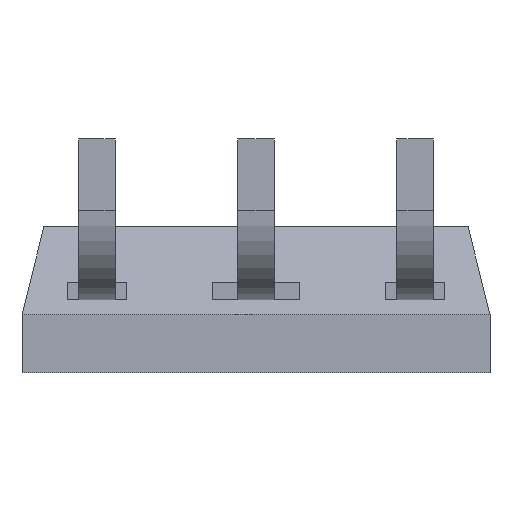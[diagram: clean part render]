
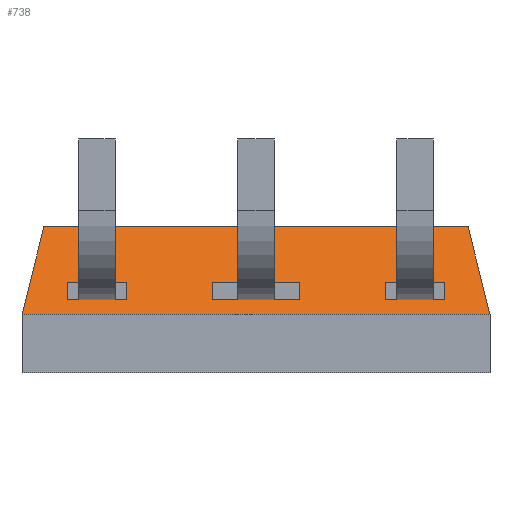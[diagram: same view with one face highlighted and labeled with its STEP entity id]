
A CAD part, front view. The second image highlights one B-rep face of the part: STEP entity #738.
In plain terms, the highlighted free-form (B-spline) face has degree [1, 1] with [2, 2] control points.
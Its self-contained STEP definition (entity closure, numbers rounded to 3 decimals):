
#100 = PLANE('',#101);
#101 = AXIS2_PLACEMENT_3D('',#102,#103,#104);
#102 = CARTESIAN_POINT('',(8.,7.,0.));
#103 = DIRECTION('',(0.,-1.,0.));
#104 = DIRECTION('',(-1.,0.,0.));
#275 = VERTEX_POINT('',#276);
#276 = CARTESIAN_POINT('',(8.,7.,2.));
#290 = B_SPLINE_SURFACE_WITH_KNOTS('',1,1,(
    (#291,#292)
    ,(#293,#294
    )),.UNSPECIFIED.,.F.,.F.,.F.,(2,2),(2,2),(0.,13.25),(0.,1.),
  .PIECEWISE_BEZIER_KNOTS.);
#291 = CARTESIAN_POINT('',(8.,20.25,2.));
#292 = CARTESIAN_POINT('',(7.25,19.75,5.));
#293 = CARTESIAN_POINT('',(8.,7.,2.));
#294 = CARTESIAN_POINT('',(7.25,8.427,5.));
#328 = EDGE_CURVE('',#329,#275,#331,.T.);
#329 = VERTEX_POINT('',#330);
#330 = CARTESIAN_POINT('',(-8.,7.,2.));
#331 = SURFACE_CURVE('',#332,(#336,#343),.PCURVE_S1.);
#332 = LINE('',#333,#334);
#333 = CARTESIAN_POINT('',(-8.,7.,2.));
#334 = VECTOR('',#335,1.);
#335 = DIRECTION('',(1.,0.,0.));
#336 = PCURVE('',#100,#337);
#337 = DEFINITIONAL_REPRESENTATION('',(#338),#342);
#338 = LINE('',#339,#340);
#339 = CARTESIAN_POINT('',(16.,-2.));
#340 = VECTOR('',#341,1.);
#341 = DIRECTION('',(-1.,-0.));
#342 = ( GEOMETRIC_REPRESENTATION_CONTEXT(2) 
PARAMETRIC_REPRESENTATION_CONTEXT() REPRESENTATION_CONTEXT('2D SPACE',''
  ) );
#343 = PCURVE('',#344,#349);
#344 = B_SPLINE_SURFACE_WITH_KNOTS('',1,1,(
    (#345,#346)
    ,(#347,#348
    )),.UNSPECIFIED.,.F.,.F.,.F.,(2,2),(2,2),(-16.,0.),(0.,1.),
  .PIECEWISE_BEZIER_KNOTS.);
#345 = CARTESIAN_POINT('',(8.,7.,2.));
#346 = CARTESIAN_POINT('',(7.25,8.427,5.));
#347 = CARTESIAN_POINT('',(-8.,7.,2.));
#348 = CARTESIAN_POINT('',(-7.25,8.427,5.));
#349 = DEFINITIONAL_REPRESENTATION('',(#350),#354);
#350 = LINE('',#351,#352);
#351 = CARTESIAN_POINT('',(0.,0.));
#352 = VECTOR('',#353,1.);
#353 = DIRECTION('',(-1.,0.));
#354 = ( GEOMETRIC_REPRESENTATION_CONTEXT(2) 
PARAMETRIC_REPRESENTATION_CONTEXT() REPRESENTATION_CONTEXT('2D SPACE',''
  ) );
#398 = B_SPLINE_SURFACE_WITH_KNOTS('',1,1,(
    (#399,#400)
    ,(#401,#402
    )),.UNSPECIFIED.,.F.,.F.,.F.,(2,2),(2,2),(0.,13.25),(0.,1.),
  .PIECEWISE_BEZIER_KNOTS.);
#399 = CARTESIAN_POINT('',(-8.,7.,2.));
#400 = CARTESIAN_POINT('',(-7.25,8.427,5.));
#401 = CARTESIAN_POINT('',(-8.,20.25,2.));
#402 = CARTESIAN_POINT('',(-7.25,19.75,5.));
#507 = PLANE('',#508);
#508 = AXIS2_PLACEMENT_3D('',#509,#510,#511);
#509 = CARTESIAN_POINT('',(-7.25,8.427,5.));
#510 = DIRECTION('',(0.,0.,1.));
#511 = DIRECTION('',(0.615,0.788,0.));
#675 = EDGE_CURVE('',#275,#676,#678,.T.);
#676 = VERTEX_POINT('',#677);
#677 = CARTESIAN_POINT('',(7.25,8.427,5.));
#678 = SURFACE_CURVE('',#679,(#682,#689),.PCURVE_S1.);
#679 = B_SPLINE_CURVE_WITH_KNOTS('',1,(#680,#681),.UNSPECIFIED.,.F.,.F.,
  (2,2),(0.,1.),.PIECEWISE_BEZIER_KNOTS.);
#680 = CARTESIAN_POINT('',(8.,7.,2.));
#681 = CARTESIAN_POINT('',(7.25,8.427,5.));
#682 = PCURVE('',#290,#683);
#683 = DEFINITIONAL_REPRESENTATION('',(#684),#688);
#684 = LINE('',#685,#686);
#685 = CARTESIAN_POINT('',(13.25,0.));
#686 = VECTOR('',#687,1.);
#687 = DIRECTION('',(0.,1.));
#688 = ( GEOMETRIC_REPRESENTATION_CONTEXT(2) 
PARAMETRIC_REPRESENTATION_CONTEXT() REPRESENTATION_CONTEXT('2D SPACE',''
  ) );
#689 = PCURVE('',#344,#690);
#690 = DEFINITIONAL_REPRESENTATION('',(#691),#695);
#691 = LINE('',#692,#693);
#692 = CARTESIAN_POINT('',(-16.,0.));
#693 = VECTOR('',#694,1.);
#694 = DIRECTION('',(0.,1.));
#695 = ( GEOMETRIC_REPRESENTATION_CONTEXT(2) 
PARAMETRIC_REPRESENTATION_CONTEXT() REPRESENTATION_CONTEXT('2D SPACE',''
  ) );
#738 = ADVANCED_FACE('',(#739),#344,.F.);
#739 = FACE_BOUND('',#740,.F.);
#740 = EDGE_LOOP('',(#741,#742,#764,#784));
#741 = ORIENTED_EDGE('',*,*,#328,.F.);
#742 = ORIENTED_EDGE('',*,*,#743,.T.);
#743 = EDGE_CURVE('',#329,#744,#746,.T.);
#744 = VERTEX_POINT('',#745);
#745 = CARTESIAN_POINT('',(-7.25,8.427,5.));
#746 = SURFACE_CURVE('',#747,(#750,#757),.PCURVE_S1.);
#747 = B_SPLINE_CURVE_WITH_KNOTS('',1,(#748,#749),.UNSPECIFIED.,.F.,.F.,
  (2,2),(0.,1.),.PIECEWISE_BEZIER_KNOTS.);
#748 = CARTESIAN_POINT('',(-8.,7.,2.));
#749 = CARTESIAN_POINT('',(-7.25,8.427,5.));
#750 = PCURVE('',#344,#751);
#751 = DEFINITIONAL_REPRESENTATION('',(#752),#756);
#752 = LINE('',#753,#754);
#753 = CARTESIAN_POINT('',(0.,0.));
#754 = VECTOR('',#755,1.);
#755 = DIRECTION('',(0.,1.));
#756 = ( GEOMETRIC_REPRESENTATION_CONTEXT(2) 
PARAMETRIC_REPRESENTATION_CONTEXT() REPRESENTATION_CONTEXT('2D SPACE',''
  ) );
#757 = PCURVE('',#398,#758);
#758 = DEFINITIONAL_REPRESENTATION('',(#759),#763);
#759 = LINE('',#760,#761);
#760 = CARTESIAN_POINT('',(0.,0.));
#761 = VECTOR('',#762,1.);
#762 = DIRECTION('',(0.,1.));
#763 = ( GEOMETRIC_REPRESENTATION_CONTEXT(2) 
PARAMETRIC_REPRESENTATION_CONTEXT() REPRESENTATION_CONTEXT('2D SPACE',''
  ) );
#764 = ORIENTED_EDGE('',*,*,#765,.F.);
#765 = EDGE_CURVE('',#676,#744,#766,.T.);
#766 = SURFACE_CURVE('',#767,(#771,#777),.PCURVE_S1.);
#767 = LINE('',#768,#769);
#768 = CARTESIAN_POINT('',(7.25,8.427,5.));
#769 = VECTOR('',#770,1.);
#770 = DIRECTION('',(-1.,0.,0.));
#771 = PCURVE('',#344,#772);
#772 = DEFINITIONAL_REPRESENTATION('',(#773),#776);
#773 = B_SPLINE_CURVE_WITH_KNOTS('',1,(#774,#775),.UNSPECIFIED.,.F.,.F.,
  (2,2),(0.,14.5),.PIECEWISE_BEZIER_KNOTS.);
#774 = CARTESIAN_POINT('',(-16.,1.));
#775 = CARTESIAN_POINT('',(0.,1.));
#776 = ( GEOMETRIC_REPRESENTATION_CONTEXT(2) 
PARAMETRIC_REPRESENTATION_CONTEXT() REPRESENTATION_CONTEXT('2D SPACE',''
  ) );
#777 = PCURVE('',#507,#778);
#778 = DEFINITIONAL_REPRESENTATION('',(#779),#783);
#779 = LINE('',#780,#781);
#780 = CARTESIAN_POINT('',(8.923,-11.429));
#781 = VECTOR('',#782,1.);
#782 = DIRECTION('',(-0.615,0.788));
#783 = ( GEOMETRIC_REPRESENTATION_CONTEXT(2) 
PARAMETRIC_REPRESENTATION_CONTEXT() REPRESENTATION_CONTEXT('2D SPACE',''
  ) );
#784 = ORIENTED_EDGE('',*,*,#675,.F.);
